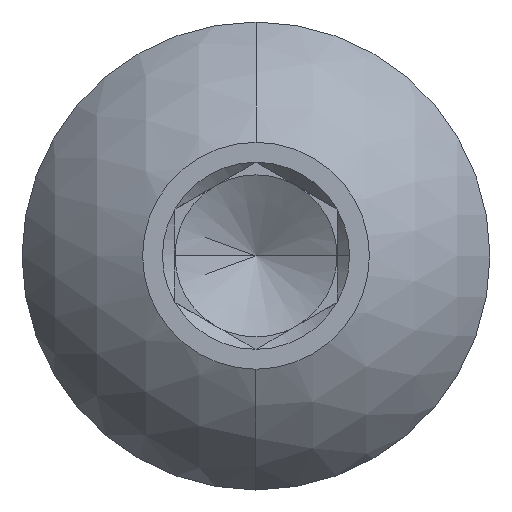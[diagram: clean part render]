
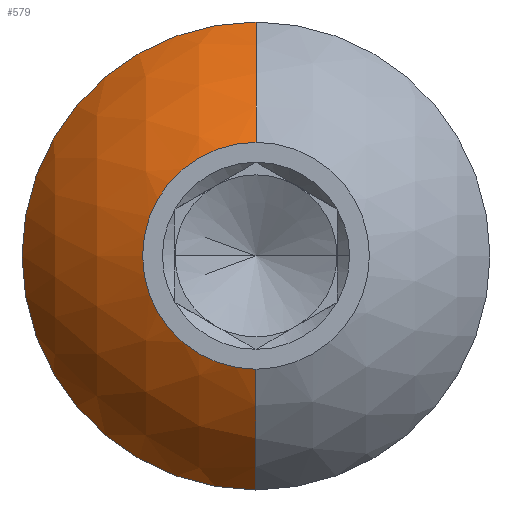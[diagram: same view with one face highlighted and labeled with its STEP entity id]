
A CAD part, top view. The second image highlights one B-rep face of the part: STEP entity #579.
In plain terms, the highlighted spherical face has radius 5.246 mm.
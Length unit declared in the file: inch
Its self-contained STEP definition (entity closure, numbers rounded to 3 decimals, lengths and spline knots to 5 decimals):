
#1 = EDGE_CURVE ( 'NONE', #3, #160, #780, .T. ) ;
#3 = VERTEX_POINT ( 'NONE', #915 ) ;
#7 = CARTESIAN_POINT ( 'NONE',  ( 0., 0., 0.27629 ) ) ;
#19 = AXIS2_PLACEMENT_3D ( 'NONE', #826, #836, #116 ) ;
#56 = CIRCLE ( 'NONE', #645, 0.0875 ) ;
#77 = CARTESIAN_POINT ( 'NONE',  ( 0., 0.0875, 0.363 ) ) ;
#91 = DIRECTION ( 'NONE',  ( 1., 0., 0. ) ) ;
#94 = AXIS2_PLACEMENT_3D ( 'NONE', #7, #436, #715 ) ;
#116 = DIRECTION ( 'NONE',  ( 0., 1., 0. ) ) ;
#122 = DIRECTION ( 'NONE',  ( 1., 0., 0. ) ) ;
#137 = ORIENTED_EDGE ( 'NONE', *, *, #150, .T. ) ;
#150 = EDGE_CURVE ( 'NONE', #3, #895, #259, .T. ) ;
#160 = VERTEX_POINT ( 'NONE', #77 ) ;
#161 = CARTESIAN_POINT ( 'NONE',  ( 0., -0.0875, 0.363 ) ) ;
#177 = ORIENTED_EDGE ( 'NONE', *, *, #566, .T. ) ;
#186 = AXIS2_PLACEMENT_3D ( 'NONE', #529, #727, #91 ) ;
#217 = VERTEX_POINT ( 'NONE', #586 ) ;
#259 = CIRCLE ( 'NONE', #94, 0.1805 ) ;
#318 = DIRECTION ( 'NONE',  ( 1., 0., 0. ) ) ;
#350 = DIRECTION ( 'NONE',  ( 0., 0., -1. ) ) ;
#368 = FACE_OUTER_BOUND ( 'NONE', #709, .T. ) ;
#385 = ORIENTED_EDGE ( 'NONE', *, *, #1, .F. ) ;
#424 = CIRCLE ( 'NONE', #186, 0.1805 ) ;
#436 = DIRECTION ( 'NONE',  ( 0., 0., 1. ) ) ;
#484 = CARTESIAN_POINT ( 'NONE',  ( 0., 0., 0.17593 ) ) ;
#489 = SPHERICAL_SURFACE ( 'NONE', #19, 0.20652 ) ;
#529 = CARTESIAN_POINT ( 'NONE',  ( 0., 0., 0.27629 ) ) ;
#556 = AXIS2_PLACEMENT_3D ( 'NONE', #791, #660, #810 ) ;
#561 = EDGE_CURVE ( 'NONE', #895, #217, #424, .T. ) ;
#566 = EDGE_CURVE ( 'NONE', #217, #752, #733, .T. ) ;
#579 = ADVANCED_FACE ( 'NONE', ( #368 ), #489, .T. ) ;
#586 = CARTESIAN_POINT ( 'NONE',  ( 0., -0.1805, 0.27629 ) ) ;
#598 = EDGE_CURVE ( 'NONE', #160, #752, #56, .T. ) ;
#610 = ORIENTED_EDGE ( 'NONE', *, *, #561, .T. ) ;
#615 = ORIENTED_EDGE ( 'NONE', *, *, #598, .F. ) ;
#645 = AXIS2_PLACEMENT_3D ( 'NONE', #672, #681, #318 ) ;
#660 = DIRECTION ( 'NONE',  ( -1., 0., 0. ) ) ;
#672 = CARTESIAN_POINT ( 'NONE',  ( 0., 0., 0.363 ) ) ;
#681 = DIRECTION ( 'NONE',  ( 0., 0., 1. ) ) ;
#709 = EDGE_LOOP ( 'NONE', ( #610, #177, #615, #385, #137 ) ) ;
#715 = DIRECTION ( 'NONE',  ( 1., 0., 0. ) ) ;
#727 = DIRECTION ( 'NONE',  ( 0., 0., 1. ) ) ;
#733 = CIRCLE ( 'NONE', #556, 0.20652 ) ;
#748 = CARTESIAN_POINT ( 'NONE',  ( -0.1805, 0., 0.27629 ) ) ;
#752 = VERTEX_POINT ( 'NONE', #161 ) ;
#769 = AXIS2_PLACEMENT_3D ( 'NONE', #484, #122, #350 ) ;
#780 = CIRCLE ( 'NONE', #769, 0.20652 ) ;
#791 = CARTESIAN_POINT ( 'NONE',  ( 0., 0., 0.17593 ) ) ;
#810 = DIRECTION ( 'NONE',  ( 0., -1., 0. ) ) ;
#826 = CARTESIAN_POINT ( 'NONE',  ( 0., 0., 0.17593 ) ) ;
#836 = DIRECTION ( 'NONE',  ( -1., 0., 0. ) ) ;
#895 = VERTEX_POINT ( 'NONE', #748 ) ;
#915 = CARTESIAN_POINT ( 'NONE',  ( 0., 0.1805, 0.27629 ) ) ;
